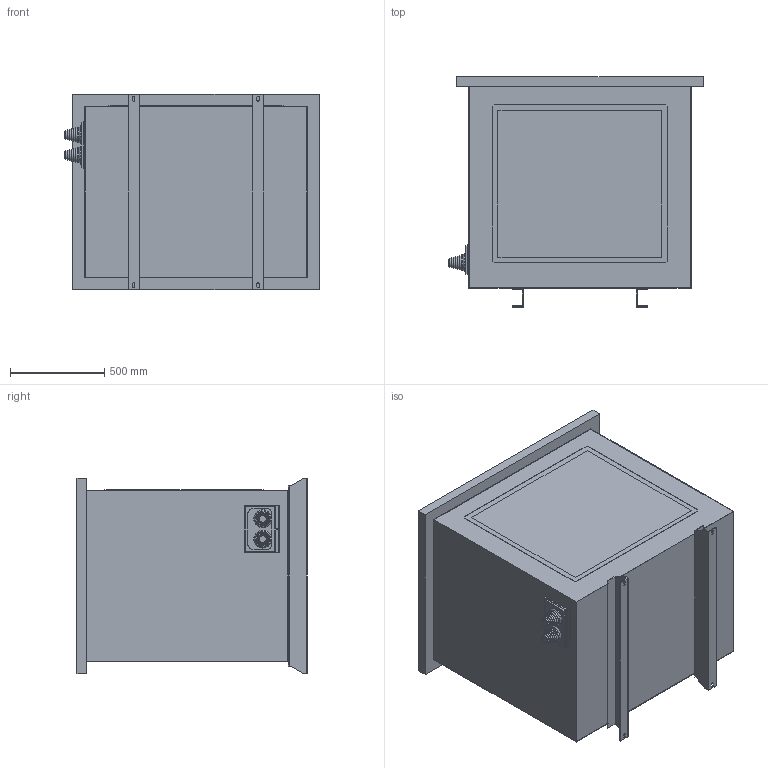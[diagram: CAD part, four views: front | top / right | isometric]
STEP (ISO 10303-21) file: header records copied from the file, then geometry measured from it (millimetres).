
FILE_DESCRIPTION (( 'STEP AP214' ), '1' );
FILE_NAME ('218273.STEP', '2020-06-03T06:43:33', ( '' ), ( '' ), 'SwSTEP 2.0', 'SolidWorks 2018', '' );
FILE_SCHEMA (( 'AUTOMOTIVE_DESIGN' ));
Length unit declared in the file: millimetre
Products named in the file (1): 218273
Bounding box: 1351.8 x 1221.2 x 1040 mm (x, y, z)
Volume: 82510033.3 mm3; surface area: 14833305.8 mm2
Topology: 1 solids, 2 shells, 282 faces, 698 edges, 436 vertices
Faces by surface type: plane 152, cylinder 90, cone 36, bspline 4
Entity records: 8840 total; most frequent: CARTESIAN_POINT 1945, DIRECTION 1474, ORIENTED_EDGE 1396, EDGE_CURVE 698, AXIS2_PLACEMENT_3D 501, VECTOR 472, LINE 472, VERTEX_POINT 436
